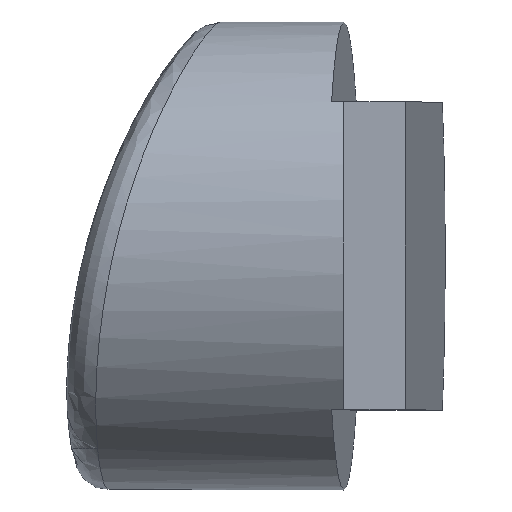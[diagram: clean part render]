
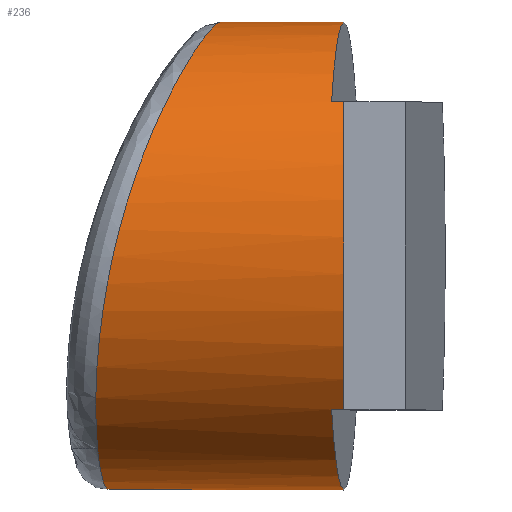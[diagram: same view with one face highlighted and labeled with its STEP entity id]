
A CAD part, top view. The second image highlights one B-rep face of the part: STEP entity #236.
In plain terms, the highlighted cylindrical face has radius 3.8 mm (diameter 7.6 mm), a full revolution.
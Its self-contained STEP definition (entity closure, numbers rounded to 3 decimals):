
#16=CYLINDRICAL_SURFACE('',#269,3.8);
#20=B_SPLINE_CURVE_WITH_KNOTS('',3,(#433,#434,#435,#436,#437),
 .UNSPECIFIED.,.F.,.F.,(4,1,4),(0.045,0.215,0.442),
 .UNSPECIFIED.);
#21=B_SPLINE_CURVE_WITH_KNOTS('',3,(#443,#444,#445,#446,#447,#448,#449,
#450,#451,#452),.UNSPECIFIED.,.F.,.F.,(4,1,1,1,1,1,1,4),(2.216,
2.26,2.396,2.533,2.669,2.852,
2.943,3.08),.UNSPECIFIED.);
#22=B_SPLINE_CURVE_WITH_KNOTS('',3,(#453,#454,#455,#456,#457,#458,#459,
#460,#461,#462,#463),.UNSPECIFIED.,.F.,.F.,(4,1,1,1,1,1,1,1,4),(3.08,
3.125,3.216,3.42,3.489,3.625,
3.762,3.898,3.942),.UNSPECIFIED.);
#36=FACE_OUTER_BOUND('',#49,.T.);
#49=EDGE_LOOP('',(#194,#195,#196,#197,#198,#199,#200,#201,#202,#203,#204,
#205,#206,#207));
#53=CIRCLE('',#255,3.8);
#54=CIRCLE('',#257,3.8);
#56=CIRCLE('',#263,3.8);
#57=CIRCLE('',#264,3.8);
#58=CIRCLE('',#266,3.8);
#65=LINE('',#347,#84);
#69=LINE('',#354,#88);
#73=LINE('',#362,#92);
#75=LINE('',#365,#94);
#78=LINE('',#442,#97);
#84=VECTOR('',#290,10.);
#88=VECTOR('',#294,10.);
#92=VECTOR('',#302,10.);
#94=VECTOR('',#304,10.);
#97=VECTOR('',#323,3.8);
#100=VERTEX_POINT('',#331);
#101=VERTEX_POINT('',#333);
#102=VERTEX_POINT('',#337);
#103=VERTEX_POINT('',#338);
#106=VERTEX_POINT('',#346);
#109=VERTEX_POINT('',#353);
#111=VERTEX_POINT('',#361);
#112=VERTEX_POINT('',#363);
#114=VERTEX_POINT('',#370);
#116=VERTEX_POINT('',#401);
#118=VERTEX_POINT('',#420);
#119=VERTEX_POINT('',#441);
#122=EDGE_CURVE('',#101,#100,#53,.T.);
#124=EDGE_CURVE('',#102,#103,#54,.T.);
#128=EDGE_CURVE('',#106,#100,#65,.T.);
#132=EDGE_CURVE('',#102,#109,#69,.T.);
#136=EDGE_CURVE('',#101,#111,#73,.T.);
#138=EDGE_CURVE('',#112,#103,#75,.T.);
#141=EDGE_CURVE('',#109,#114,#56,.T.);
#142=EDGE_CURVE('',#114,#106,#57,.T.);
#143=EDGE_CURVE('',#111,#112,#58,.T.);
#147=EDGE_CURVE('',#118,#116,#20,.T.);
#149=EDGE_CURVE('',#114,#119,#78,.T.);
#150=EDGE_CURVE('',#116,#119,#21,.T.);
#151=EDGE_CURVE('',#119,#118,#22,.T.);
#194=ORIENTED_EDGE('',*,*,#122,.T.);
#195=ORIENTED_EDGE('',*,*,#128,.F.);
#196=ORIENTED_EDGE('',*,*,#142,.F.);
#197=ORIENTED_EDGE('',*,*,#149,.T.);
#198=ORIENTED_EDGE('',*,*,#150,.F.);
#199=ORIENTED_EDGE('',*,*,#147,.F.);
#200=ORIENTED_EDGE('',*,*,#151,.F.);
#201=ORIENTED_EDGE('',*,*,#149,.F.);
#202=ORIENTED_EDGE('',*,*,#141,.F.);
#203=ORIENTED_EDGE('',*,*,#132,.F.);
#204=ORIENTED_EDGE('',*,*,#124,.T.);
#205=ORIENTED_EDGE('',*,*,#138,.F.);
#206=ORIENTED_EDGE('',*,*,#143,.F.);
#207=ORIENTED_EDGE('',*,*,#136,.F.);
#236=ADVANCED_FACE('',(#36),#16,.T.);
#255=AXIS2_PLACEMENT_3D('',#334,#277,#278);
#257=AXIS2_PLACEMENT_3D('',#339,#282,#283);
#263=AXIS2_PLACEMENT_3D('',#371,#309,#310);
#264=AXIS2_PLACEMENT_3D('',#372,#311,#312);
#266=AXIS2_PLACEMENT_3D('',#374,#315,#316);
#269=AXIS2_PLACEMENT_3D('',#440,#321,#322);
#277=DIRECTION('center_axis',(-0.998,0.,-0.07));
#278=DIRECTION('ref_axis',(0.,-1.,0.));
#282=DIRECTION('center_axis',(-0.998,0.,-0.07));
#283=DIRECTION('ref_axis',(0.,-1.,0.));
#290=DIRECTION('',(0.998,0.,0.07));
#294=DIRECTION('',(-0.998,0.,-0.07));
#302=DIRECTION('',(-0.998,0.,-0.07));
#304=DIRECTION('',(0.998,0.,0.07));
#309=DIRECTION('center_axis',(0.998,0.,0.07));
#310=DIRECTION('ref_axis',(0.,-1.,0.));
#311=DIRECTION('center_axis',(0.998,0.,0.07));
#312=DIRECTION('ref_axis',(0.,-1.,0.));
#315=DIRECTION('center_axis',(0.998,0.,0.07));
#316=DIRECTION('ref_axis',(0.,-1.,0.));
#321=DIRECTION('center_axis',(-0.998,0.,-0.07));
#322=DIRECTION('ref_axis',(0.,-1.,0.));
#323=DIRECTION('',(-0.998,0.,-0.07));
#331=CARTESIAN_POINT('',(-8.276,5.632,-48.214));
#333=CARTESIAN_POINT('',(-8.276,0.632,-48.214));
#334=CARTESIAN_POINT('Origin',(-8.077,3.132,-51.069));
#337=CARTESIAN_POINT('',(-7.877,5.632,-53.923));
#338=CARTESIAN_POINT('',(-7.877,0.632,-53.923));
#339=CARTESIAN_POINT('Origin',(-8.077,3.132,-51.069));
#346=CARTESIAN_POINT('',(-8.576,5.632,-48.235));
#347=CARTESIAN_POINT('',(-8.576,5.632,-48.235));
#353=CARTESIAN_POINT('',(-8.176,5.632,-53.944));
#354=CARTESIAN_POINT('',(-8.176,5.632,-53.944));
#361=CARTESIAN_POINT('',(-8.576,0.632,-48.235));
#362=CARTESIAN_POINT('',(-8.576,0.632,-48.235));
#363=CARTESIAN_POINT('',(-8.176,0.632,-53.944));
#365=CARTESIAN_POINT('',(-8.176,0.632,-53.944));
#370=CARTESIAN_POINT('',(-8.376,6.932,-51.09));
#371=CARTESIAN_POINT('Origin',(-8.376,3.132,-51.09));
#372=CARTESIAN_POINT('Origin',(-8.376,3.132,-51.09));
#374=CARTESIAN_POINT('Origin',(-8.376,3.132,-51.09));
#401=CARTESIAN_POINT('',(-12.376,0.,-49.212));
#420=CARTESIAN_POINT('',(-12.008,0.,-53.501));
#433=CARTESIAN_POINT('Ctrl Pts',(-12.008,0.,
-53.501));
#434=CARTESIAN_POINT('Ctrl Pts',(-12.065,-0.37,-52.965));
#435=CARTESIAN_POINT('Ctrl Pts',(-12.181,-0.904,-51.484));
#436=CARTESIAN_POINT('Ctrl Pts',(-12.329,-0.494,-49.929));
#437=CARTESIAN_POINT('Ctrl Pts',(-12.376,0.,
-49.212));
#440=CARTESIAN_POINT('Origin',(-8.077,3.132,-51.069));
#441=CARTESIAN_POINT('',(-10.38,6.931,-51.23));
#442=CARTESIAN_POINT('',(-8.077,6.932,-51.069));
#443=CARTESIAN_POINT('Ctrl Pts',(-12.376,0.,
-49.212));
#444=CARTESIAN_POINT('Ctrl Pts',(-12.385,0.095,-49.074));
#445=CARTESIAN_POINT('Ctrl Pts',(-12.415,0.524,-48.53));
#446=CARTESIAN_POINT('Ctrl Pts',(-12.403,1.528,-47.797));
#447=CARTESIAN_POINT('Ctrl Pts',(-12.173,3.073,-47.443));
#448=CARTESIAN_POINT('Ctrl Pts',(-11.691,4.744,-47.724));
#449=CARTESIAN_POINT('Ctrl Pts',(-11.124,5.955,-48.586));
#450=CARTESIAN_POINT('Ctrl Pts',(-10.616,6.747,-49.846));
#451=CARTESIAN_POINT('Ctrl Pts',(-10.433,6.93,-50.707));
#452=CARTESIAN_POINT('Ctrl Pts',(-10.38,6.931,-51.23));
#453=CARTESIAN_POINT('Ctrl Pts',(-10.38,6.931,-51.23));
#454=CARTESIAN_POINT('Ctrl Pts',(-10.362,6.932,-51.4));
#455=CARTESIAN_POINT('Ctrl Pts',(-10.328,6.898,-51.919));
#456=CARTESIAN_POINT('Ctrl Pts',(-10.397,6.539,-53.194));
#457=CARTESIAN_POINT('Ctrl Pts',(-10.735,5.634,-54.258));
#458=CARTESIAN_POINT('Ctrl Pts',(-11.155,4.314,-54.963));
#459=CARTESIAN_POINT('Ctrl Pts',(-11.493,3.064,-55.219));
#460=CARTESIAN_POINT('Ctrl Pts',(-11.791,1.526,-54.901));
#461=CARTESIAN_POINT('Ctrl Pts',(-11.93,0.523,-54.179));
#462=CARTESIAN_POINT('Ctrl Pts',(-11.993,0.095,-53.638));
#463=CARTESIAN_POINT('Ctrl Pts',(-12.008,0.,
-53.501));
